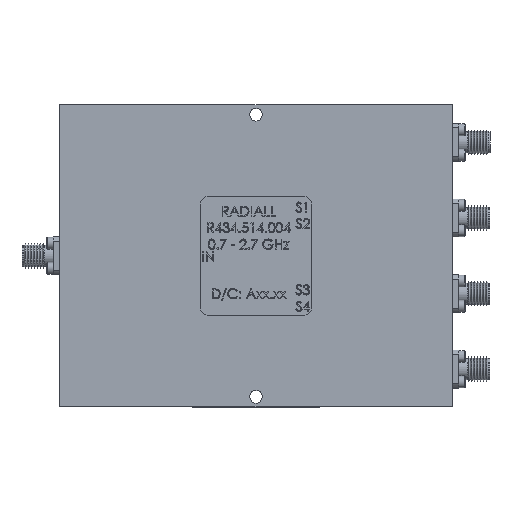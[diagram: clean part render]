
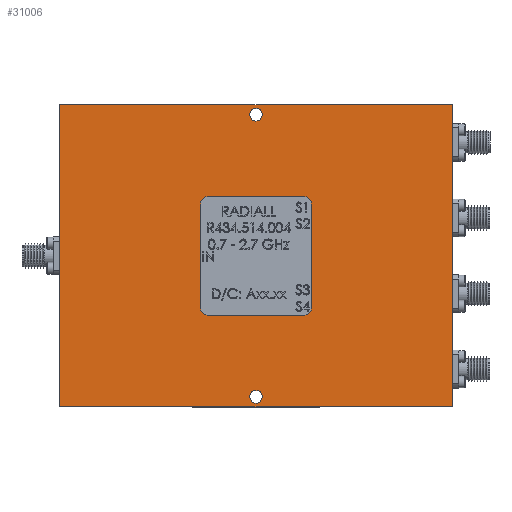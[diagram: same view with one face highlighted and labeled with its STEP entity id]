
A CAD part, top view. The second image highlights one B-rep face of the part: STEP entity #31006.
In plain terms, the highlighted planar face has unit normal (0, 0, 1).
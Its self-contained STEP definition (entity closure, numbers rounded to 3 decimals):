
#360 = FACE_OUTER_BOUND ( 'NONE', #26683, .T. ) ;
#1522 = CIRCLE ( 'NONE', #32753, 1.6 ) ;
#1541 = VERTEX_POINT ( 'NONE', #37328 ) ;
#1609 = CARTESIAN_POINT ( 'NONE',  ( -49.5, -38.1, 3.6 ) ) ;
#3007 = DIRECTION ( 'NONE',  ( 1., 0., 0. ) ) ;
#3052 = VERTEX_POINT ( 'NONE', #43002 ) ;
#3863 = AXIS2_PLACEMENT_3D ( 'NONE', #25506, #40269, #18198 ) ;
#4158 = DIRECTION ( 'NONE',  ( 0., 0., -1. ) ) ;
#4858 = VERTEX_POINT ( 'NONE', #38564 ) ;
#5608 = CARTESIAN_POINT ( 'NONE',  ( -49.5, -38.1, 3.6 ) ) ;
#6548 = EDGE_CURVE ( 'NONE', #13519, #13519, #36208, .T. ) ;
#8129 = VERTEX_POINT ( 'NONE', #21996 ) ;
#9817 = DIRECTION ( 'NONE',  ( 0., -1., 0. ) ) ;
#11394 = CARTESIAN_POINT ( 'NONE',  ( 1.6, 35.56, 3.6 ) ) ;
#12062 = VECTOR ( 'NONE', #35025, 1000. ) ;
#13089 = ORIENTED_EDGE ( 'NONE', *, *, #28900, .F. ) ;
#13519 = VERTEX_POINT ( 'NONE', #11394 ) ;
#17953 = EDGE_CURVE ( 'NONE', #1541, #8129, #38573, .T. ) ;
#18198 = DIRECTION ( 'NONE',  ( 1., 0., 0. ) ) ;
#19195 = ORIENTED_EDGE ( 'NONE', *, *, #22868, .F. ) ;
#20096 = FACE_BOUND ( 'NONE', #22425, .T. ) ;
#21996 = CARTESIAN_POINT ( 'NONE',  ( 49.5, -38.1, 3.6 ) ) ;
#22425 = EDGE_LOOP ( 'NONE', ( #46367 ) ) ;
#22868 = EDGE_CURVE ( 'NONE', #4858, #1541, #36102, .T. ) ;
#23736 = CARTESIAN_POINT ( 'NONE',  ( -49.5, 38.1, 3.6 ) ) ;
#25260 = DIRECTION ( 'NONE',  ( 0., 0., -1. ) ) ;
#25506 = CARTESIAN_POINT ( 'NONE',  ( -49.5, -38.1, 3.6 ) ) ;
#26273 = VECTOR ( 'NONE', #43402, 1000. ) ;
#26419 = CARTESIAN_POINT ( 'NONE',  ( 0., -35.56, 3.6 ) ) ;
#26683 = EDGE_LOOP ( 'NONE', ( #13089, #40581, #40398, #19195 ) ) ;
#27477 = EDGE_CURVE ( 'NONE', #3052, #3052, #1522, .T. ) ;
#28335 = CARTESIAN_POINT ( 'NONE',  ( 49.5, -38.1, 3.6 ) ) ;
#28381 = LINE ( 'NONE', #23736, #38152 ) ;
#28816 = CARTESIAN_POINT ( 'NONE',  ( 49.5, 38.1, 3.6 ) ) ;
#28900 = EDGE_CURVE ( 'NONE', #37756, #4858, #28381, .T. ) ;
#29424 = EDGE_CURVE ( 'NONE', #8129, #37756, #40392, .T. ) ;
#30150 = DIRECTION ( 'NONE',  ( 1., 0., 0. ) ) ;
#31006 = ADVANCED_FACE ( 'NONE', ( #20096, #39706, #360 ), #36638, .T. ) ;
#32343 = ORIENTED_EDGE ( 'NONE', *, *, #6548, .T. ) ;
#32753 = AXIS2_PLACEMENT_3D ( 'NONE', #26419, #4158, #30150 ) ;
#35025 = DIRECTION ( 'NONE',  ( -1., 0., 0. ) ) ;
#36102 = LINE ( 'NONE', #28816, #26273 ) ;
#36208 = CIRCLE ( 'NONE', #39162, 1.6 ) ;
#36638 = PLANE ( 'NONE',  #3863 ) ;
#37328 = CARTESIAN_POINT ( 'NONE',  ( 49.5, 38.1, 3.6 ) ) ;
#37756 = VERTEX_POINT ( 'NONE', #1609 ) ;
#38152 = VECTOR ( 'NONE', #38696, 1000. ) ;
#38564 = CARTESIAN_POINT ( 'NONE',  ( -49.5, 38.1, 3.6 ) ) ;
#38573 = LINE ( 'NONE', #28335, #47235 ) ;
#38696 = DIRECTION ( 'NONE',  ( 0., 1., 0. ) ) ;
#39162 = AXIS2_PLACEMENT_3D ( 'NONE', #47296, #25260, #3007 ) ;
#39706 = FACE_BOUND ( 'NONE', #47531, .T. ) ;
#40269 = DIRECTION ( 'NONE',  ( 0., 0., 1. ) ) ;
#40392 = LINE ( 'NONE', #5608, #12062 ) ;
#40398 = ORIENTED_EDGE ( 'NONE', *, *, #17953, .F. ) ;
#40581 = ORIENTED_EDGE ( 'NONE', *, *, #29424, .F. ) ;
#43002 = CARTESIAN_POINT ( 'NONE',  ( 1.6, -35.56, 3.6 ) ) ;
#43402 = DIRECTION ( 'NONE',  ( 1., 0., 0. ) ) ;
#46367 = ORIENTED_EDGE ( 'NONE', *, *, #27477, .T. ) ;
#47235 = VECTOR ( 'NONE', #9817, 1000. ) ;
#47296 = CARTESIAN_POINT ( 'NONE',  ( 0., 35.56, 3.6 ) ) ;
#47531 = EDGE_LOOP ( 'NONE', ( #32343 ) ) ;
